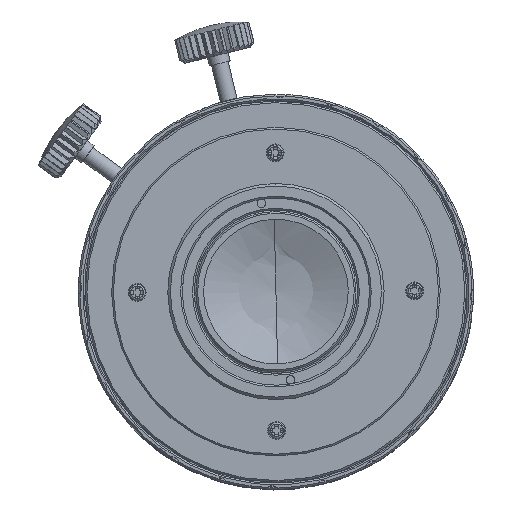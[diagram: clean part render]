
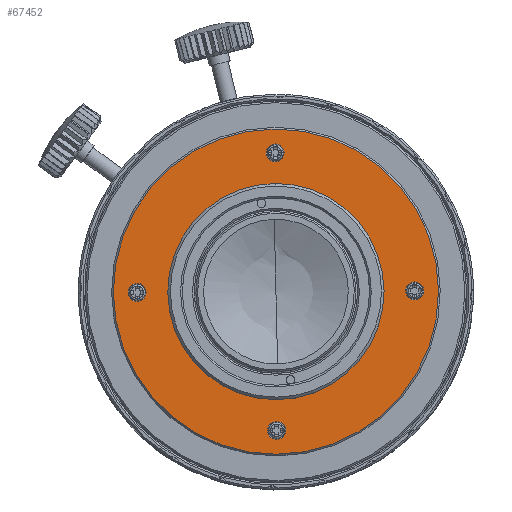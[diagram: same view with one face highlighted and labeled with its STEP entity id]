
A CAD part, top view. The second image highlights one B-rep face of the part: STEP entity #67452.
In plain terms, the highlighted planar face has unit normal (0, 0, 1).
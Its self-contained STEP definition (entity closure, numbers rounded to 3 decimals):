
#67406 = EDGE_CURVE('',#67407,#67409,#67411,.T.);
#67407 = VERTEX_POINT('',#67408);
#67408 = CARTESIAN_POINT('',(0.,-19.1,-4.1));
#67409 = VERTEX_POINT('',#67410);
#67410 = CARTESIAN_POINT('',(0.,19.1,-4.1));
#67411 = CIRCLE('',#67412,19.1);
#67412 = AXIS2_PLACEMENT_3D('',#67413,#67414,#67415);
#67413 = CARTESIAN_POINT('',(0.,0.,-4.1));
#67414 = DIRECTION('',(0.,0.,-1.));
#67415 = DIRECTION('',(0.,-1.,0.));
#67440 = EDGE_CURVE('',#67409,#67407,#67441,.T.);
#67441 = CIRCLE('',#67442,19.1);
#67442 = AXIS2_PLACEMENT_3D('',#67443,#67444,#67445);
#67443 = CARTESIAN_POINT('',(0.,0.,-4.1));
#67444 = DIRECTION('',(0.,0.,-1.));
#67445 = DIRECTION('',(0.,1.,0.));
#67452 = ADVANCED_FACE('',(#67453,#67457,#67477,#67497,#67517,#67537),
  #67557,.F.);
#67453 = FACE_BOUND('',#67454,.F.);
#67454 = EDGE_LOOP('',(#67455,#67456));
#67455 = ORIENTED_EDGE('',*,*,#67440,.T.);
#67456 = ORIENTED_EDGE('',*,*,#67406,.T.);
#67457 = FACE_BOUND('',#67458,.F.);
#67458 = EDGE_LOOP('',(#67459,#67470));
#67459 = ORIENTED_EDGE('',*,*,#67460,.T.);
#67460 = EDGE_CURVE('',#67461,#67463,#67465,.T.);
#67461 = VERTEX_POINT('',#67462);
#67462 = CARTESIAN_POINT('',(0.,12.2,-4.1));
#67463 = VERTEX_POINT('',#67464);
#67464 = CARTESIAN_POINT('',(0.,-12.2,-4.1));
#67465 = CIRCLE('',#67466,12.2);
#67466 = AXIS2_PLACEMENT_3D('',#67467,#67468,#67469);
#67467 = CARTESIAN_POINT('',(0.,0.,-4.1));
#67468 = DIRECTION('',(0.,-0.,1.));
#67469 = DIRECTION('',(0.,1.,0.));
#67470 = ORIENTED_EDGE('',*,*,#67471,.T.);
#67471 = EDGE_CURVE('',#67463,#67461,#67472,.T.);
#67472 = CIRCLE('',#67473,12.2);
#67473 = AXIS2_PLACEMENT_3D('',#67474,#67475,#67476);
#67474 = CARTESIAN_POINT('',(0.,0.,-4.1));
#67475 = DIRECTION('',(0.,0.,1.));
#67476 = DIRECTION('',(0.,-1.,0.));
#67477 = FACE_BOUND('',#67478,.F.);
#67478 = EDGE_LOOP('',(#67479,#67490));
#67479 = ORIENTED_EDGE('',*,*,#67480,.T.);
#67480 = EDGE_CURVE('',#67481,#67483,#67485,.T.);
#67481 = VERTEX_POINT('',#67482);
#67482 = CARTESIAN_POINT('',(17.35,0.,-4.1));
#67483 = VERTEX_POINT('',#67484);
#67484 = CARTESIAN_POINT('',(15.25,0.,-4.1));
#67485 = CIRCLE('',#67486,1.05);
#67486 = AXIS2_PLACEMENT_3D('',#67487,#67488,#67489);
#67487 = CARTESIAN_POINT('',(16.3,0.,-4.1));
#67488 = DIRECTION('',(0.,0.,1.));
#67489 = DIRECTION('',(1.,0.,-0.));
#67490 = ORIENTED_EDGE('',*,*,#67491,.T.);
#67491 = EDGE_CURVE('',#67483,#67481,#67492,.T.);
#67492 = CIRCLE('',#67493,1.05);
#67493 = AXIS2_PLACEMENT_3D('',#67494,#67495,#67496);
#67494 = CARTESIAN_POINT('',(16.3,0.,-4.1));
#67495 = DIRECTION('',(0.,0.,1.));
#67496 = DIRECTION('',(-1.,0.,0.));
#67497 = FACE_BOUND('',#67498,.F.);
#67498 = EDGE_LOOP('',(#67499,#67510));
#67499 = ORIENTED_EDGE('',*,*,#67500,.T.);
#67500 = EDGE_CURVE('',#67501,#67503,#67505,.T.);
#67501 = VERTEX_POINT('',#67502);
#67502 = CARTESIAN_POINT('',(0.,-17.35,-4.1));
#67503 = VERTEX_POINT('',#67504);
#67504 = CARTESIAN_POINT('',(0.,-15.25,-4.1));
#67505 = CIRCLE('',#67506,1.05);
#67506 = AXIS2_PLACEMENT_3D('',#67507,#67508,#67509);
#67507 = CARTESIAN_POINT('',(0.,-16.3,-4.1));
#67508 = DIRECTION('',(0.,0.,1.));
#67509 = DIRECTION('',(0.,-1.,0.));
#67510 = ORIENTED_EDGE('',*,*,#67511,.T.);
#67511 = EDGE_CURVE('',#67503,#67501,#67512,.T.);
#67512 = CIRCLE('',#67513,1.05);
#67513 = AXIS2_PLACEMENT_3D('',#67514,#67515,#67516);
#67514 = CARTESIAN_POINT('',(0.,-16.3,-4.1));
#67515 = DIRECTION('',(0.,-0.,1.));
#67516 = DIRECTION('',(0.,1.,0.));
#67517 = FACE_BOUND('',#67518,.F.);
#67518 = EDGE_LOOP('',(#67519,#67530));
#67519 = ORIENTED_EDGE('',*,*,#67520,.T.);
#67520 = EDGE_CURVE('',#67521,#67523,#67525,.T.);
#67521 = VERTEX_POINT('',#67522);
#67522 = CARTESIAN_POINT('',(-17.35,0.,-4.1));
#67523 = VERTEX_POINT('',#67524);
#67524 = CARTESIAN_POINT('',(-15.25,0.,-4.1));
#67525 = CIRCLE('',#67526,1.05);
#67526 = AXIS2_PLACEMENT_3D('',#67527,#67528,#67529);
#67527 = CARTESIAN_POINT('',(-16.3,0.,-4.1));
#67528 = DIRECTION('',(0.,0.,1.));
#67529 = DIRECTION('',(-1.,0.,0.));
#67530 = ORIENTED_EDGE('',*,*,#67531,.T.);
#67531 = EDGE_CURVE('',#67523,#67521,#67532,.T.);
#67532 = CIRCLE('',#67533,1.05);
#67533 = AXIS2_PLACEMENT_3D('',#67534,#67535,#67536);
#67534 = CARTESIAN_POINT('',(-16.3,0.,-4.1));
#67535 = DIRECTION('',(0.,0.,1.));
#67536 = DIRECTION('',(1.,0.,-0.));
#67537 = FACE_BOUND('',#67538,.F.);
#67538 = EDGE_LOOP('',(#67539,#67550));
#67539 = ORIENTED_EDGE('',*,*,#67540,.T.);
#67540 = EDGE_CURVE('',#67541,#67543,#67545,.T.);
#67541 = VERTEX_POINT('',#67542);
#67542 = CARTESIAN_POINT('',(0.,17.35,-4.1));
#67543 = VERTEX_POINT('',#67544);
#67544 = CARTESIAN_POINT('',(0.,15.25,-4.1));
#67545 = CIRCLE('',#67546,1.05);
#67546 = AXIS2_PLACEMENT_3D('',#67547,#67548,#67549);
#67547 = CARTESIAN_POINT('',(0.,16.3,-4.1));
#67548 = DIRECTION('',(0.,-0.,1.));
#67549 = DIRECTION('',(0.,1.,0.));
#67550 = ORIENTED_EDGE('',*,*,#67551,.T.);
#67551 = EDGE_CURVE('',#67543,#67541,#67552,.T.);
#67552 = CIRCLE('',#67553,1.05);
#67553 = AXIS2_PLACEMENT_3D('',#67554,#67555,#67556);
#67554 = CARTESIAN_POINT('',(0.,16.3,-4.1));
#67555 = DIRECTION('',(0.,0.,1.));
#67556 = DIRECTION('',(0.,-1.,0.));
#67557 = PLANE('',#67558);
#67558 = AXIS2_PLACEMENT_3D('',#67559,#67560,#67561);
#67559 = CARTESIAN_POINT('',(0.,0.,-4.1));
#67560 = DIRECTION('',(0.,0.,-1.));
#67561 = DIRECTION('',(0.,-1.,0.));
